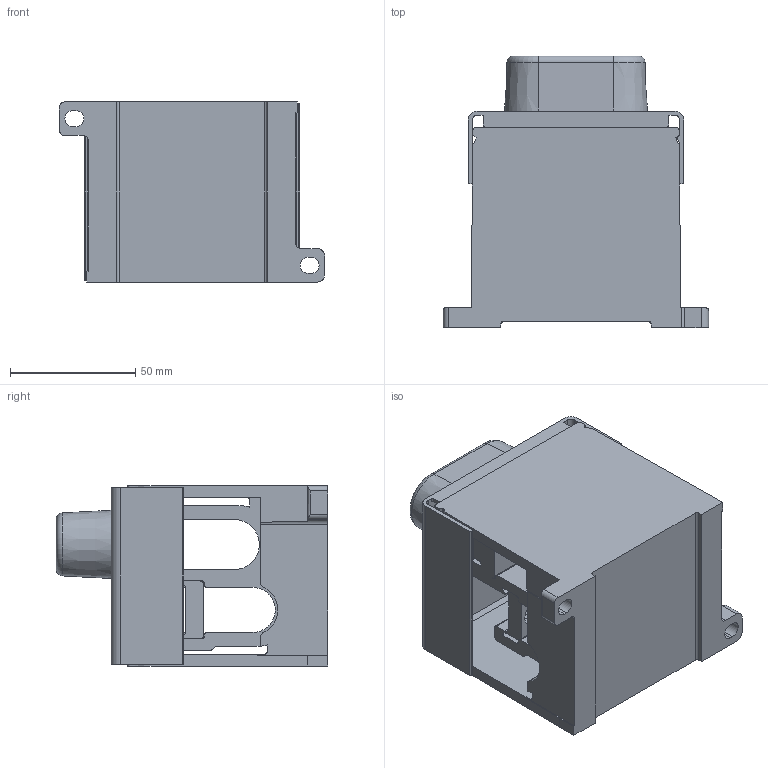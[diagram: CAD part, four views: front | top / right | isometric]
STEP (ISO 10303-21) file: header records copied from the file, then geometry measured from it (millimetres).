
FILE_DESCRIPTION((''),'2;1');
FILE_NAME('240-185','2024-02-21T',('dell'),(''),'PRO/ENGINEER BY PARAMETRIC TECHNOLOGY CORPORATION, 2013230','PRO/ENGINEER BY PARAMETRIC TECHNOLOGY CORPORATION, 2013230','');
FILE_SCHEMA(('AUTOMOTIVE_DESIGN { 1 0 10303 214 1 1 1 1 }'));
Length unit declared in the file: millimetre
Products named in the file (1): 240-185
Bounding box: 106 x 108.6 x 72 mm (x, y, z)
Volume: 287308.1 mm3; surface area: 83774.2 mm2
Topology: 1 solids, 1 shells, 233 faces, 690 edges, 458 vertices
Faces by surface type: plane 125, cylinder 104, torus 2, cone 2
Entity records: 7969 total; most frequent: CARTESIAN_POINT 1482, ORIENTED_EDGE 1380, DIRECTION 1328, EDGE_CURVE 690, VECTOR 468, LINE 468, VERTEX_POINT 458, AXIS2_PLACEMENT_3D 430
